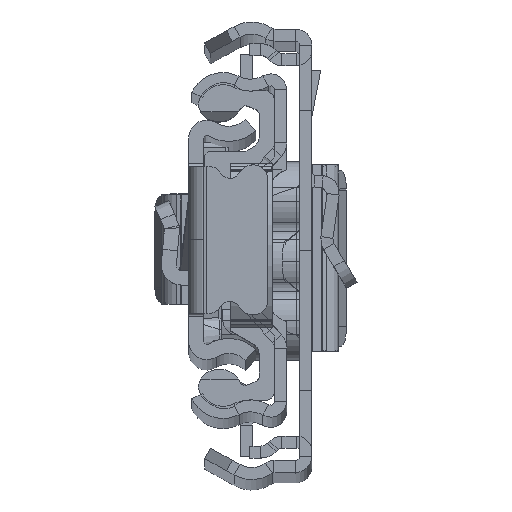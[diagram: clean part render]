
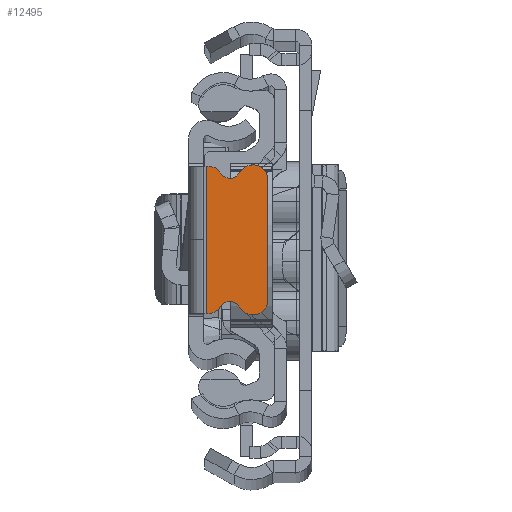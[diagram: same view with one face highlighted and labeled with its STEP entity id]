
A CAD part, top view. The second image highlights one B-rep face of the part: STEP entity #12495.
In plain terms, the highlighted planar face has unit normal (0, 0, 1).
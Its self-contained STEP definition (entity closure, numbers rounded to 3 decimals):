
#287 = AXIS2_PLACEMENT_3D ( 'NONE', #16219, #19822, #22091 ) ;
#690 = CARTESIAN_POINT ( 'NONE',  ( -7.929, 6., 0. ) ) ;
#1051 = CIRCLE ( 'NONE', #6582, 1.5 ) ;
#1230 = CARTESIAN_POINT ( 'NONE',  ( -1.929, 5.87, 0. ) ) ;
#1335 = EDGE_CURVE ( 'NONE', #16851, #15147, #17113, .T. ) ;
#1545 = DIRECTION ( 'NONE',  ( 0., 0., 1. ) ) ;
#1955 = CARTESIAN_POINT ( 'NONE',  ( -1.929, -7.37, 0. ) ) ;
#2831 = CARTESIAN_POINT ( 'NONE',  ( -1.75, -7.37, 0. ) ) ;
#2981 = ORIENTED_EDGE ( 'NONE', *, *, #20726, .F. ) ;
#3216 = CARTESIAN_POINT ( 'NONE',  ( -5.109, 6.713, 0. ) ) ;
#3414 = CARTESIAN_POINT ( 'NONE',  ( 594.071, 0., 0. ) ) ;
#3605 = AXIS2_PLACEMENT_3D ( 'NONE', #1230, #13757, #7362 ) ;
#3711 = VERTEX_POINT ( 'NONE', #3216 ) ;
#3721 = VERTEX_POINT ( 'NONE', #11756 ) ;
#4027 = CARTESIAN_POINT ( 'NONE',  ( -1.929, 7.37, 0. ) ) ;
#4494 = EDGE_CURVE ( 'NONE', #22734, #3721, #20230, .T. ) ;
#4517 = VECTOR ( 'NONE', #5887, 1000. ) ;
#4740 = ORIENTED_EDGE ( 'NONE', *, *, #4494, .F. ) ;
#4780 = ORIENTED_EDGE ( 'NONE', *, *, #1335, .T. ) ;
#4912 = ORIENTED_EDGE ( 'NONE', *, *, #20960, .F. ) ;
#5169 = DIRECTION ( 'NONE',  ( 1., 0., 0. ) ) ;
#5278 = FACE_OUTER_BOUND ( 'NONE', #22022, .T. ) ;
#5739 = CIRCLE ( 'NONE', #3605, 1.5 ) ;
#5800 = PLANE ( 'NONE',  #6309 ) ;
#5801 = ORIENTED_EDGE ( 'NONE', *, *, #14859, .T. ) ;
#5887 = DIRECTION ( 'NONE',  ( 0., -1., 0. ) ) ;
#6192 = LINE ( 'NONE', #22344, #19309 ) ;
#6239 = CIRCLE ( 'NONE', #287, 1.5 ) ;
#6309 = AXIS2_PLACEMENT_3D ( 'NONE', #3414, #23696, #11963 ) ;
#6486 = EDGE_CURVE ( 'NONE', #26383, #25217, #6762, .T. ) ;
#6582 = AXIS2_PLACEMENT_3D ( 'NONE', #11449, #1545, #17940 ) ;
#6762 = CIRCLE ( 'NONE', #21676, 1.1 ) ;
#6845 = DIRECTION ( 'NONE',  ( 0., -1., 0. ) ) ;
#7362 = DIRECTION ( 'NONE',  ( -1., 0., 0. ) ) ;
#7620 = CARTESIAN_POINT ( 'NONE',  ( -1.75, 0., 0. ) ) ;
#7756 = EDGE_CURVE ( 'NONE', #19450, #3711, #11966, .T. ) ;
#9118 = ORIENTED_EDGE ( 'NONE', *, *, #7756, .T. ) ;
#10549 = AXIS2_PLACEMENT_3D ( 'NONE', #13305, #19434, #5169 ) ;
#11132 = VECTOR ( 'NONE', #6845, 1000. ) ;
#11449 = CARTESIAN_POINT ( 'NONE',  ( -6.429, -6., 0. ) ) ;
#11756 = CARTESIAN_POINT ( 'NONE',  ( -1.929, -7.37, 0. ) ) ;
#11963 = DIRECTION ( 'NONE',  ( 1., 0., 0. ) ) ;
#11966 = CIRCLE ( 'NONE', #13227, 1.1 ) ;
#12495 = ADVANCED_FACE ( 'NONE', ( #5278 ), #5800, .T. ) ;
#13227 = AXIS2_PLACEMENT_3D ( 'NONE', #14655, #18109, #24284 ) ;
#13305 = CARTESIAN_POINT ( 'NONE',  ( -1.929, -5.87, 0. ) ) ;
#13757 = DIRECTION ( 'NONE',  ( 0., 0., 1. ) ) ;
#14027 = CARTESIAN_POINT ( 'NONE',  ( -4.142, -7.236, 0. ) ) ;
#14299 = DIRECTION ( 'NONE',  ( 0., 0., -1. ) ) ;
#14443 = CARTESIAN_POINT ( 'NONE',  ( -3.206, -6.658, 0. ) ) ;
#14655 = CARTESIAN_POINT ( 'NONE',  ( -4.142, 7.236, 0. ) ) ;
#14791 = CIRCLE ( 'NONE', #10549, 1.5 ) ;
#14859 = EDGE_CURVE ( 'NONE', #3711, #16851, #6239, .T. ) ;
#15147 = VERTEX_POINT ( 'NONE', #20061 ) ;
#15406 = CARTESIAN_POINT ( 'NONE',  ( -3.206, 6.658, 0. ) ) ;
#15542 = VECTOR ( 'NONE', #18608, 1000. ) ;
#15777 = EDGE_CURVE ( 'NONE', #15147, #26383, #1051, .T. ) ;
#16007 = VERTEX_POINT ( 'NONE', #16218 ) ;
#16218 = CARTESIAN_POINT ( 'NONE',  ( -1.75, 7.37, 0. ) ) ;
#16219 = CARTESIAN_POINT ( 'NONE',  ( -6.429, 6., 0. ) ) ;
#16851 = VERTEX_POINT ( 'NONE', #690 ) ;
#17113 = LINE ( 'NONE', #25146, #11132 ) ;
#17876 = EDGE_CURVE ( 'NONE', #19915, #19450, #5739, .T. ) ;
#17882 = DIRECTION ( 'NONE',  ( -1., 0., 0. ) ) ;
#17940 = DIRECTION ( 'NONE',  ( 1., 0., 0. ) ) ;
#18109 = DIRECTION ( 'NONE',  ( 0., 0., -1. ) ) ;
#18608 = DIRECTION ( 'NONE',  ( -1., 0., 0. ) ) ;
#19106 = EDGE_CURVE ( 'NONE', #25217, #3721, #14791, .T. ) ;
#19309 = VECTOR ( 'NONE', #24499, 1000. ) ;
#19434 = DIRECTION ( 'NONE',  ( 0., 0., 1. ) ) ;
#19450 = VERTEX_POINT ( 'NONE', #15406 ) ;
#19683 = ORIENTED_EDGE ( 'NONE', *, *, #17876, .T. ) ;
#19822 = DIRECTION ( 'NONE',  ( 0., 0., 1. ) ) ;
#19915 = VERTEX_POINT ( 'NONE', #4027 ) ;
#20061 = CARTESIAN_POINT ( 'NONE',  ( -7.929, -6., 0. ) ) ;
#20230 = LINE ( 'NONE', #1955, #15542 ) ;
#20726 = EDGE_CURVE ( 'NONE', #19915, #16007, #6192, .T. ) ;
#20960 = EDGE_CURVE ( 'NONE', #16007, #22734, #24181, .T. ) ;
#21676 = AXIS2_PLACEMENT_3D ( 'NONE', #14027, #14299, #17882 ) ;
#22022 = EDGE_LOOP ( 'NONE', ( #4912, #2981, #19683, #9118, #5801, #4780, #26105, #25821, #23039, #4740 ) ) ;
#22091 = DIRECTION ( 'NONE',  ( -1., 0., 0. ) ) ;
#22344 = CARTESIAN_POINT ( 'NONE',  ( -1.929, 7.37, 0. ) ) ;
#22734 = VERTEX_POINT ( 'NONE', #2831 ) ;
#23039 = ORIENTED_EDGE ( 'NONE', *, *, #19106, .T. ) ;
#23696 = DIRECTION ( 'NONE',  ( 0., 0., 1. ) ) ;
#24181 = LINE ( 'NONE', #7620, #4517 ) ;
#24279 = CARTESIAN_POINT ( 'NONE',  ( -5.109, -6.713, 0. ) ) ;
#24284 = DIRECTION ( 'NONE',  ( 1., 0., 0. ) ) ;
#24499 = DIRECTION ( 'NONE',  ( 1., 0., 0. ) ) ;
#25146 = CARTESIAN_POINT ( 'NONE',  ( -7.929, -6., 0. ) ) ;
#25217 = VERTEX_POINT ( 'NONE', #14443 ) ;
#25821 = ORIENTED_EDGE ( 'NONE', *, *, #6486, .T. ) ;
#26105 = ORIENTED_EDGE ( 'NONE', *, *, #15777, .T. ) ;
#26383 = VERTEX_POINT ( 'NONE', #24279 ) ;
